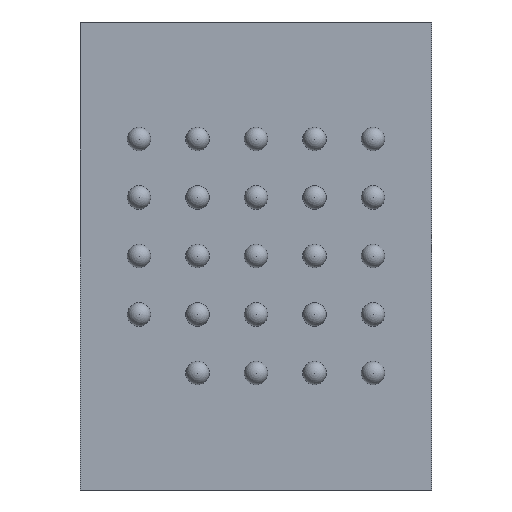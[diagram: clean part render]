
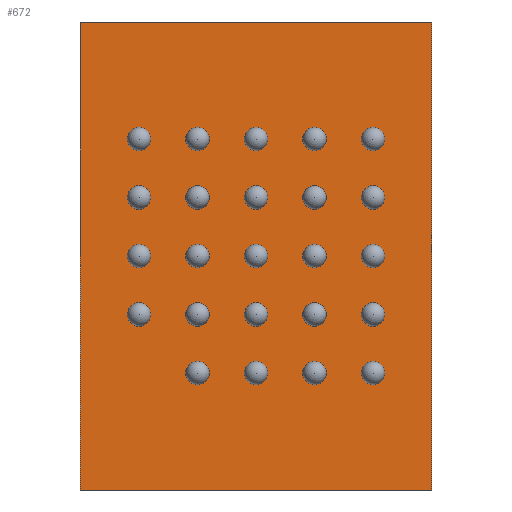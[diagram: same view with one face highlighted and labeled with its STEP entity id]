
A CAD part, front view. The second image highlights one B-rep face of the part: STEP entity #672.
In plain terms, the highlighted planar face has unit normal (0, -1, 0).
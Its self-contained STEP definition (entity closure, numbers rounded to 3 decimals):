
#20 = FACE_OUTER_BOUND ( 'NONE', #107, .T. ) ;
#38 = LINE ( 'NONE', #102, #1511 ) ;
#102 = CARTESIAN_POINT ( 'NONE',  ( -3., 0.2, -4. ) ) ;
#107 = EDGE_LOOP ( 'NONE', ( #374, #412, #149, #1168 ) ) ;
#141 = PLANE ( 'NONE',  #790 ) ;
#149 = ORIENTED_EDGE ( 'NONE', *, *, #1157, .T. ) ;
#152 = VERTEX_POINT ( 'NONE', #493 ) ;
#172 = DIRECTION ( 'NONE',  ( 1., 0., 0. ) ) ;
#214 = DIRECTION ( 'NONE',  ( 0., 0., 1. ) ) ;
#280 = CARTESIAN_POINT ( 'NONE',  ( -3., 0.2, -4. ) ) ;
#292 = CARTESIAN_POINT ( 'NONE',  ( -3., 0.2, 4. ) ) ;
#374 = ORIENTED_EDGE ( 'NONE', *, *, #1273, .T. ) ;
#412 = ORIENTED_EDGE ( 'NONE', *, *, #691, .T. ) ;
#422 = LINE ( 'NONE', #531, #970 ) ;
#493 = CARTESIAN_POINT ( 'NONE',  ( 3., 0.2, -4. ) ) ;
#525 = VERTEX_POINT ( 'NONE', #982 ) ;
#531 = CARTESIAN_POINT ( 'NONE',  ( -3., 0.2, 4. ) ) ;
#636 = LINE ( 'NONE', #292, #946 ) ;
#672 = ADVANCED_FACE ( 'NONE', ( #20 ), #141, .T. ) ;
#691 = EDGE_CURVE ( 'NONE', #525, #1368, #422, .T. ) ;
#737 = CARTESIAN_POINT ( 'NONE',  ( -3., 0.2, 4. ) ) ;
#786 = DIRECTION ( 'NONE',  ( -1., 0., 0. ) ) ;
#790 = AXIS2_PLACEMENT_3D ( 'NONE', #1051, #795, #172 ) ;
#795 = DIRECTION ( 'NONE',  ( 0., -1., 0. ) ) ;
#888 = VECTOR ( 'NONE', #214, 1000. ) ;
#927 = EDGE_CURVE ( 'NONE', #1564, #152, #38, .T. ) ;
#941 = DIRECTION ( 'NONE',  ( 0., 0., -1. ) ) ;
#946 = VECTOR ( 'NONE', #941, 1000. ) ;
#970 = VECTOR ( 'NONE', #786, 1000. ) ;
#982 = CARTESIAN_POINT ( 'NONE',  ( 3., 0.2, 4. ) ) ;
#1051 = CARTESIAN_POINT ( 'NONE',  ( 0., 0.2, 0. ) ) ;
#1088 = CARTESIAN_POINT ( 'NONE',  ( 3., 0.2, 4. ) ) ;
#1116 = DIRECTION ( 'NONE',  ( 1., 0., 0. ) ) ;
#1157 = EDGE_CURVE ( 'NONE', #1368, #1564, #636, .T. ) ;
#1168 = ORIENTED_EDGE ( 'NONE', *, *, #927, .T. ) ;
#1273 = EDGE_CURVE ( 'NONE', #152, #525, #1509, .T. ) ;
#1368 = VERTEX_POINT ( 'NONE', #737 ) ;
#1509 = LINE ( 'NONE', #1088, #888 ) ;
#1511 = VECTOR ( 'NONE', #1116, 1000. ) ;
#1564 = VERTEX_POINT ( 'NONE', #280 ) ;
